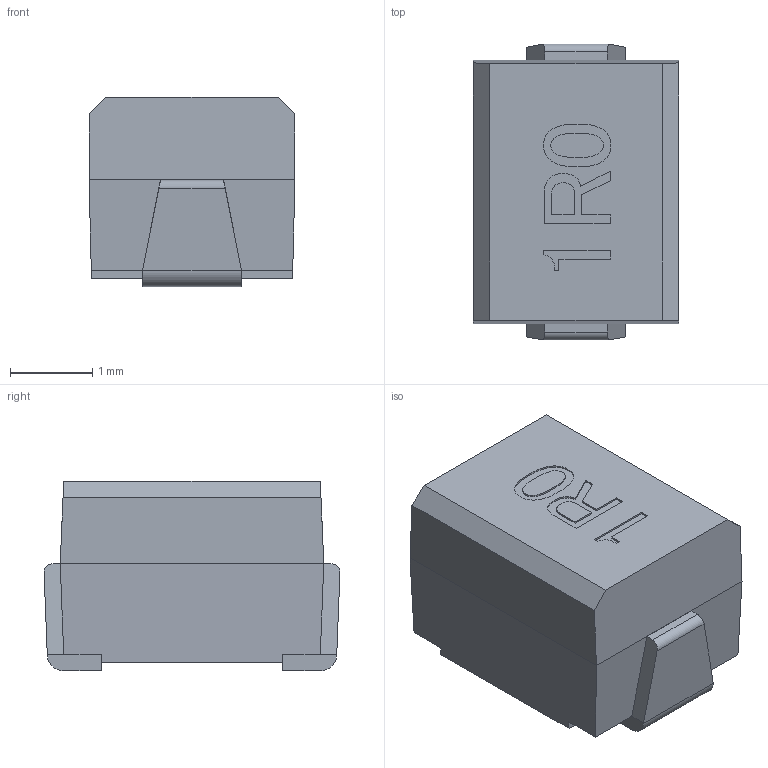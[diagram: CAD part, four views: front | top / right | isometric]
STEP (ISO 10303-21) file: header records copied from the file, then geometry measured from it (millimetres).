
FILE_DESCRIPTION( ('This file contains a STEP AP42 implementation' ,'as created by ZW3D STEP Interface translator.') ,'2;1' );
FILE_NAME( 'ACC4532.stp' ,'20 211.151611', (''), ('ZWCAD Software Co.'), 'Version 1.0', 'ZW3D to STEP translator', '' );
FILE_SCHEMA( ('CONFIG_CONTROL_DESIGN') );
Length unit declared in the file: millimetre
Products named in the file (1): 0
Bounding box: 2.5 x 3.59 x 2.3 mm (x, y, z)
Volume: 17.6 mm3; surface area: 48.8 mm2
Topology: 3 solids, 3 shells, 101 faces, 250 edges, 160 vertices
Faces by surface type: bspline 101
Entity records: 2789 total; most frequent: CARTESIAN_POINT 1201, ORIENTED_EDGE 500, EDGE_CURVE 250, B_SPLINE_CURVE_WITH_KNOTS 246, VERTEX_POINT 160, EDGE_LOOP 106, FACE_OUTER_BOUND 101, ADVANCED_FACE 101
